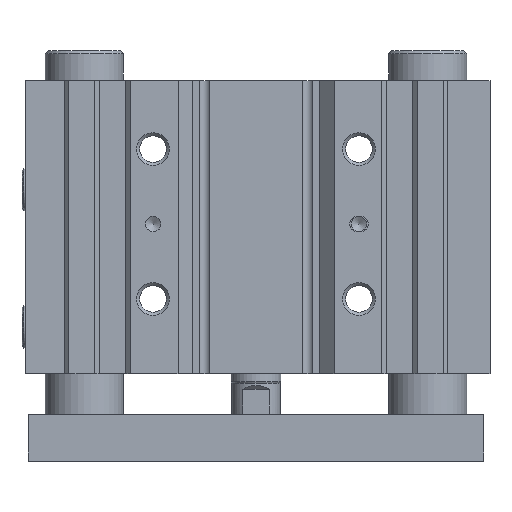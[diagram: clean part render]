
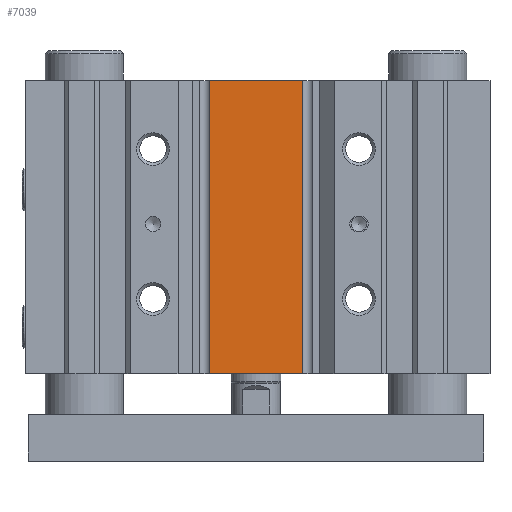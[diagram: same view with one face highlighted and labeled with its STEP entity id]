
A CAD part, front view. The second image highlights one B-rep face of the part: STEP entity #7039.
In plain terms, the highlighted planar face has unit normal (0, -1, 0).
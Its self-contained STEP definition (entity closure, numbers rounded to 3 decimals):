
#326=PLANE('',#7851);
#652=FACE_OUTER_BOUND('',#1068,.T.);
#1068=EDGE_LOOP('',(#5776,#5777,#5778,#5779));
#1399=LINE('',#10994,#1930);
#1473=LINE('',#11190,#2004);
#1622=LINE('',#11795,#2153);
#1623=LINE('',#11797,#2154);
#1930=VECTOR('',#8884,10.);
#2004=VECTOR('',#9012,10.);
#2153=VECTOR('',#9641,10.);
#2154=VECTOR('',#9644,10.);
#2959=VERTEX_POINT('',#10991);
#2960=VERTEX_POINT('',#10993);
#3054=VERTEX_POINT('',#11187);
#3055=VERTEX_POINT('',#11189);
#3739=EDGE_CURVE('',#2959,#2960,#1399,.T.);
#3837=EDGE_CURVE('',#3054,#3055,#1473,.T.);
#4107=EDGE_CURVE('',#2959,#3055,#1622,.T.);
#4108=EDGE_CURVE('',#2960,#3054,#1623,.T.);
#5776=ORIENTED_EDGE('',*,*,#3739,.F.);
#5777=ORIENTED_EDGE('',*,*,#4107,.T.);
#5778=ORIENTED_EDGE('',*,*,#3837,.F.);
#5779=ORIENTED_EDGE('',*,*,#4108,.F.);
#7039=ADVANCED_FACE('',(#652),#326,.T.);
#7851=AXIS2_PLACEMENT_3D('',#11796,#9642,#9643);
#8884=DIRECTION('',(-1.,0.,0.));
#9012=DIRECTION('',(1.,0.,0.));
#9641=DIRECTION('',(0.,0.,1.));
#9642=DIRECTION('center_axis',(0.,-1.,0.));
#9643=DIRECTION('ref_axis',(1.,0.,0.));
#9644=DIRECTION('',(0.,0.,1.));
#10991=CARTESIAN_POINT('',(15.,-28.5,0.));
#10993=CARTESIAN_POINT('',(-15.,-28.5,0.));
#10994=CARTESIAN_POINT('',(15.,-28.5,0.));
#11187=CARTESIAN_POINT('',(-15.,-28.5,94.));
#11189=CARTESIAN_POINT('',(15.,-28.5,94.));
#11190=CARTESIAN_POINT('',(15.,-28.5,94.));
#11795=CARTESIAN_POINT('',(15.,-28.5,0.));
#11796=CARTESIAN_POINT('Origin',(-15.,-28.5,0.));
#11797=CARTESIAN_POINT('',(-15.,-28.5,0.));
